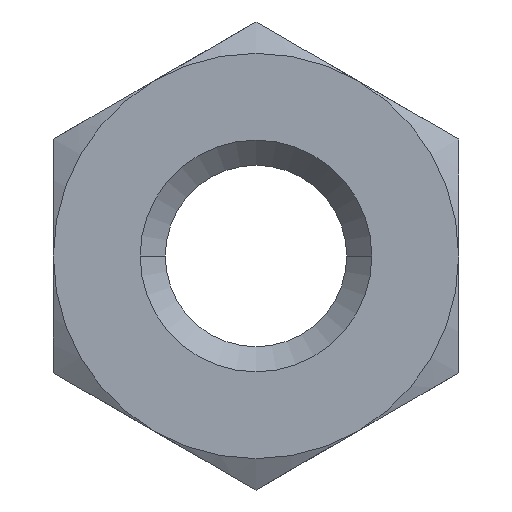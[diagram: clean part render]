
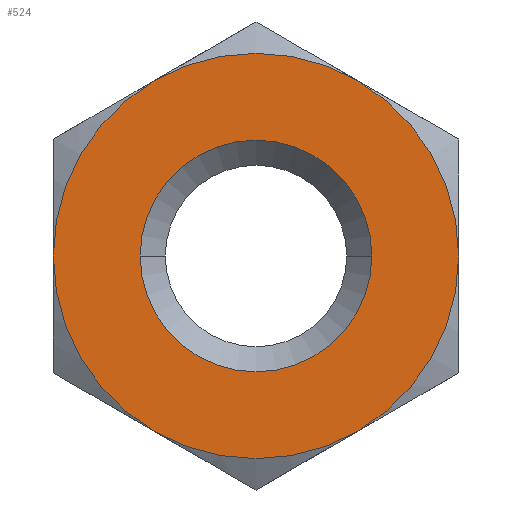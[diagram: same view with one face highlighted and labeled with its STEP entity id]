
A CAD part, left-side view. The second image highlights one B-rep face of the part: STEP entity #524.
In plain terms, the highlighted planar face has unit normal (-1, 0, 0).
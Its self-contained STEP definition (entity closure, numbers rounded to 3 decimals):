
#175=CARTESIAN_POINT('POINT16',(0.,5.556,
   0.));
#176=VERTEX_POINT('VERTEX16',#175);
#209=CARTESIAN_POINT('POINT18',(0.,2.778,
   4.812));
#210=VERTEX_POINT('VERTEX18',#209);
#242=CARTESIAN_POINT('POINT20',(0.,-2.778,
   4.812));
#243=VERTEX_POINT('VERTEX20',#242);
#275=CARTESIAN_POINT('POINT22',(0.,-5.556,
   0.));
#276=VERTEX_POINT('VERTEX22',#275);
#314=CARTESIAN_POINT('POINT25',(0.,2.778,
   -4.812));
#315=VERTEX_POINT('VERTEX25',#314);
#340=CARTESIAN_POINT('POINT26',(0.,-2.778,
   -4.812));
#341=VERTEX_POINT('VERTEX26',#340);
#406=CARTESIAN_POINT('POS21',(0.,0.,0.))
   ;
#407=DIRECTION('DIR33',(-1.,0.,
   0.));
#408=DIRECTION('DIR34',(0.,1.,
   0.));
#409=AXIS2_PLACEMENT_3D('AXIS13',#406,#407,#408);
#410=CIRCLE('ELLIPSE4',#409,5.556);
#411=EDGE_CURVE('EDGE43',#176,#315,#410,.T.);
#423=EDGE_CURVE('EDGE44',#210,#176,#410,.T.);
#430=EDGE_CURVE('EDGE45',#243,#210,#410,.T.);
#437=EDGE_CURVE('EDGE46',#276,#243,#410,.T.);
#443=EDGE_CURVE('EDGE47',#341,#276,#410,.T.);
#450=EDGE_CURVE('EDGE48',#315,#341,#410,.T.);
#496=CARTESIAN_POINT('POINT31',(0.,3.175,
   0.));
#497=VERTEX_POINT('VERTEX31',#496);
#498=CARTESIAN_POINT('POINT32',(0.,-3.175,
   0.));
#499=VERTEX_POINT('VERTEX32',#498);
#500=CARTESIAN_POINT('POS27',(0.,0.,
   0.));
#501=DIRECTION('DIR43',(1.,0.,
   0.));
#502=DIRECTION('DIR44',(0.,1.,0.));
#503=AXIS2_PLACEMENT_3D('AXIS17',#500,#501,#502);
#504=CIRCLE('ELLIPSE6',#503,3.175);
#505=EDGE_CURVE('EDGE53',#497,#499,#504,.T.);
#506=ORIENTED_EDGE('COEDGE97',*,*,#505,.T.);
#507=EDGE_CURVE('EDGE54',#499,#497,#504,.T.);
#508=ORIENTED_EDGE('COEDGE98',*,*,#507,.T.);
#509=EDGE_LOOP('NONE',(#506,#508));
#510=FACE_BOUND('LOOP1',#509,.T.);
#511=ORIENTED_EDGE('COEDGE99',*,*,#450,.T.);
#512=ORIENTED_EDGE('COEDGE100',*,*,#443,.T.);
#513=ORIENTED_EDGE('COEDGE101',*,*,#437,.T.);
#514=ORIENTED_EDGE('COEDGE102',*,*,#430,.T.);
#515=ORIENTED_EDGE('COEDGE103',*,*,#423,.T.);
#516=ORIENTED_EDGE('COEDGE104',*,*,#411,.T.);
#517=EDGE_LOOP('NONE',(#511,#512,#513,#514,#515,#516));
#518=FACE_BOUND('LOOP1',#517,.T.);
#519=CARTESIAN_POINT('POS28',(0.,0.,
   0.));
#520=DIRECTION('DIR45',(-1.,0.,
   0.));
#521=DIRECTION('DIR46',(0.,1.,
   0.));
#522=AXIS2_PLACEMENT_3D('AXIS18',#519,#520,#521);
#523=PLANE('PLANE8',#522);
#524=ADVANCED_FACE('FACE24',(#510,#518),#523,.T.);
